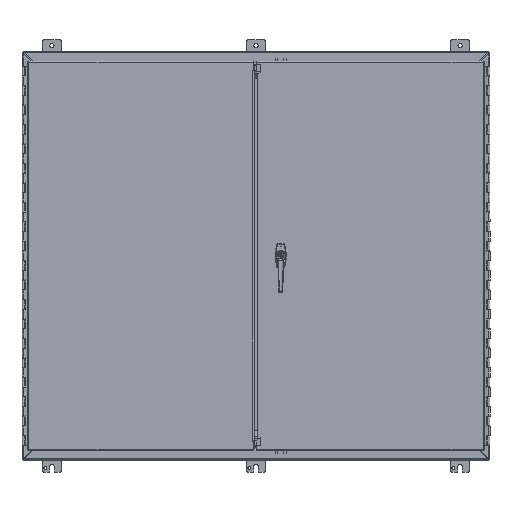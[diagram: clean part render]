
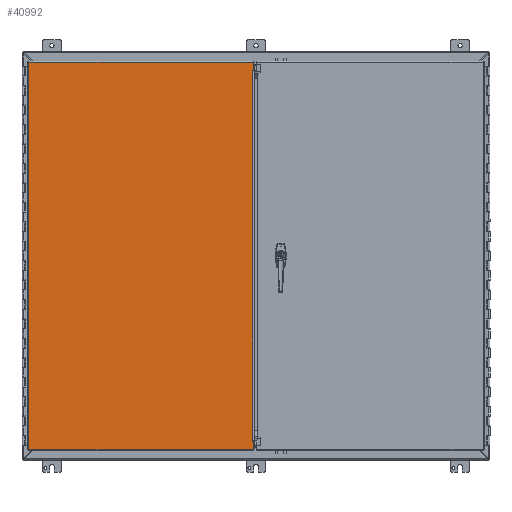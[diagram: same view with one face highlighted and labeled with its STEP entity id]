
A CAD part, top view. The second image highlights one B-rep face of the part: STEP entity #40992.
In plain terms, the highlighted face is planar.
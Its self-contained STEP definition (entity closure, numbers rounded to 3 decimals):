
#3313=PLANE('',#44722);
#5233=FACE_OUTER_BOUND('',#7645,.T.);
#7645=EDGE_LOOP('',(#34003,#34004,#34005,#34006,#34007,#34008,#34009,#34010,
#34011,#34012,#34013,#34014));
#11805=LINE('',#91627,#15179);
#11808=LINE('',#91638,#15182);
#11811=LINE('',#91645,#15185);
#11815=LINE('',#91652,#15189);
#11817=LINE('',#91656,#15191);
#11818=LINE('',#91658,#15192);
#11819=LINE('',#91660,#15193);
#11820=LINE('',#91662,#15194);
#11821=LINE('',#91664,#15195);
#11822=LINE('',#91666,#15196);
#11823=LINE('',#91668,#15197);
#11824=LINE('',#91669,#15198);
#15179=VECTOR('',#52090,0.394);
#15182=VECTOR('',#52105,0.394);
#15185=VECTOR('',#52110,0.394);
#15189=VECTOR('',#52116,0.394);
#15191=VECTOR('',#52120,0.394);
#15192=VECTOR('',#52121,0.394);
#15193=VECTOR('',#52122,0.394);
#15194=VECTOR('',#52123,0.394);
#15195=VECTOR('',#52124,0.394);
#15196=VECTOR('',#52125,0.394);
#15197=VECTOR('',#52126,0.394);
#15198=VECTOR('',#52127,0.394);
#18978=VERTEX_POINT('',#91616);
#18979=VERTEX_POINT('',#91626);
#18981=VERTEX_POINT('',#91637);
#18983=VERTEX_POINT('',#91643);
#18984=VERTEX_POINT('',#91644);
#18987=VERTEX_POINT('',#91655);
#18988=VERTEX_POINT('',#91657);
#18989=VERTEX_POINT('',#91659);
#18990=VERTEX_POINT('',#91661);
#18991=VERTEX_POINT('',#91663);
#18992=VERTEX_POINT('',#91665);
#18993=VERTEX_POINT('',#91667);
#24200=EDGE_CURVE('',#18979,#18978,#11805,.T.);
#24205=EDGE_CURVE('',#18981,#18979,#11808,.T.);
#24208=EDGE_CURVE('',#18983,#18984,#11811,.T.);
#24212=EDGE_CURVE('',#18984,#18981,#11815,.T.);
#24214=EDGE_CURVE('',#18978,#18987,#11817,.T.);
#24215=EDGE_CURVE('',#18987,#18988,#11818,.T.);
#24216=EDGE_CURVE('',#18988,#18989,#11819,.T.);
#24217=EDGE_CURVE('',#18989,#18990,#11820,.T.);
#24218=EDGE_CURVE('',#18990,#18991,#11821,.T.);
#24219=EDGE_CURVE('',#18991,#18992,#11822,.T.);
#24220=EDGE_CURVE('',#18992,#18993,#11823,.T.);
#24221=EDGE_CURVE('',#18993,#18983,#11824,.T.);
#34003=ORIENTED_EDGE('',*,*,#24208,.T.);
#34004=ORIENTED_EDGE('',*,*,#24212,.T.);
#34005=ORIENTED_EDGE('',*,*,#24205,.T.);
#34006=ORIENTED_EDGE('',*,*,#24200,.T.);
#34007=ORIENTED_EDGE('',*,*,#24214,.T.);
#34008=ORIENTED_EDGE('',*,*,#24215,.T.);
#34009=ORIENTED_EDGE('',*,*,#24216,.T.);
#34010=ORIENTED_EDGE('',*,*,#24217,.T.);
#34011=ORIENTED_EDGE('',*,*,#24218,.T.);
#34012=ORIENTED_EDGE('',*,*,#24219,.T.);
#34013=ORIENTED_EDGE('',*,*,#24220,.T.);
#34014=ORIENTED_EDGE('',*,*,#24221,.T.);
#40992=ADVANCED_FACE('',(#5233),#3313,.F.);
#44722=AXIS2_PLACEMENT_3D('',#91654,#52118,#52119);
#52090=DIRECTION('',(0.,-1.,0.));
#52105=DIRECTION('',(1.,0.,0.));
#52110=DIRECTION('',(-1.,0.,0.));
#52116=DIRECTION('',(0.,-1.,0.));
#52118=DIRECTION('center_axis',(0.,0.,1.));
#52119=DIRECTION('ref_axis',(1.,0.,0.));
#52120=DIRECTION('',(-1.,0.,0.));
#52121=DIRECTION('',(0.,-1.,0.));
#52122=DIRECTION('',(1.,0.,0.));
#52123=DIRECTION('',(0.,-1.,0.));
#52124=DIRECTION('',(-1.,0.,0.));
#52125=DIRECTION('',(0.,1.,0.));
#52126=DIRECTION('',(1.,0.,0.));
#52127=DIRECTION('',(0.,-1.,0.));
#91616=CARTESIAN_POINT('',(11.563,-19.082,0.));
#91626=CARTESIAN_POINT('',(11.563,19.082,0.));
#91627=CARTESIAN_POINT('',(11.563,9.541,0.));
#91637=CARTESIAN_POINT('',(11.562,19.082,0.));
#91638=CARTESIAN_POINT('',(5.781,19.082,0.));
#91643=CARTESIAN_POINT('',(11.594,19.082,0.));
#91644=CARTESIAN_POINT('',(11.562,19.082,0.));
#91645=CARTESIAN_POINT('',(5.797,19.082,0.));
#91652=CARTESIAN_POINT('',(11.562,9.541,0.));
#91654=CARTESIAN_POINT('Origin',(0.,0.,
0.));
#91655=CARTESIAN_POINT('',(11.562,-19.082,0.));
#91656=CARTESIAN_POINT('',(5.797,-19.082,0.));
#91657=CARTESIAN_POINT('',(11.562,-19.082,0.));
#91658=CARTESIAN_POINT('',(11.562,-9.541,0.));
#91659=CARTESIAN_POINT('',(11.594,-19.082,0.));
#91660=CARTESIAN_POINT('',(5.781,-19.082,0.));
#91661=CARTESIAN_POINT('',(11.594,-19.926,0.));
#91662=CARTESIAN_POINT('',(11.594,20.031,0.));
#91663=CARTESIAN_POINT('',(-11.489,-19.926,0.));
#91664=CARTESIAN_POINT('',(5.797,-19.926,0.));
#91665=CARTESIAN_POINT('',(-11.489,19.926,0.));
#91666=CARTESIAN_POINT('',(-11.489,-9.963,0.));
#91667=CARTESIAN_POINT('',(11.594,19.926,0.));
#91668=CARTESIAN_POINT('',(-5.797,19.926,0.));
#91669=CARTESIAN_POINT('',(11.594,20.031,0.));
